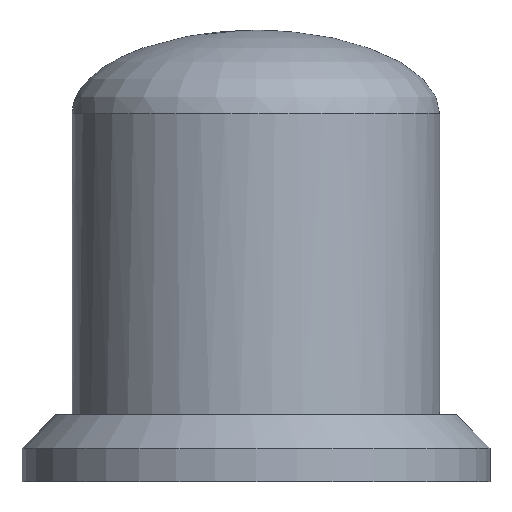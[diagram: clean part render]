
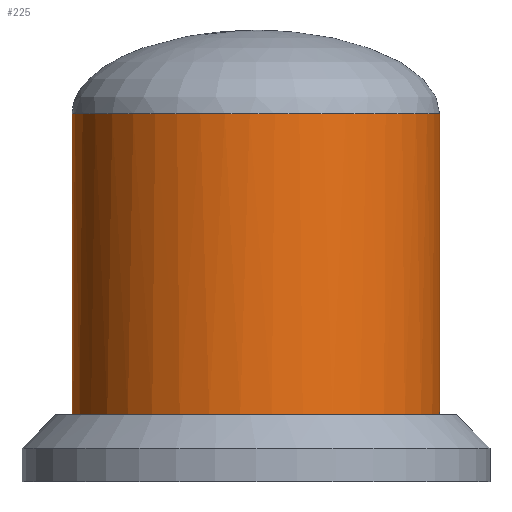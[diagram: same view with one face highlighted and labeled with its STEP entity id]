
A CAD part, front view. The second image highlights one B-rep face of the part: STEP entity #225.
In plain terms, the highlighted cylindrical face has radius 5.5 mm (diameter 11 mm), a partial arc.
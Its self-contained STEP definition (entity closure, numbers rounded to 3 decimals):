
#15=CYLINDRICAL_SURFACE('',#261,5.5);
#23=B_SPLINE_CURVE_WITH_KNOTS('',3,(#446,#447,#448,#449,#450),
 .UNSPECIFIED.,.F.,.F.,(4,1,4),(1.713,2.244,3.142),
 .UNSPECIFIED.);
#26=B_SPLINE_CURVE_WITH_KNOTS('',3,(#469,#470,#471,#472,#473,#474,#475,
#476,#477),.UNSPECIFIED.,.F.,.F.,(4,1,1,1,1,1,4),(-3.142,-2.244,
-1.346,-0.449,0.449,1.346,
1.429),.UNSPECIFIED.);
#48=FACE_OUTER_BOUND('',#64,.T.);
#64=EDGE_LOOP('',(#197,#198,#199,#200,#201));
#75=CIRCLE('',#258,5.5);
#85=LINE('',#362,#98);
#86=LINE('',#365,#99);
#98=VECTOR('',#286,10.);
#99=VECTOR('',#289,10.);
#108=VERTEX_POINT('',#337);
#112=VERTEX_POINT('',#350);
#113=VERTEX_POINT('',#360);
#114=VERTEX_POINT('',#364);
#116=VERTEX_POINT('',#445);
#134=EDGE_CURVE('',#108,#113,#85,.T.);
#135=EDGE_CURVE('',#114,#112,#86,.T.);
#139=EDGE_CURVE('',#108,#116,#23,.T.);
#142=EDGE_CURVE('',#116,#112,#26,.T.);
#147=EDGE_CURVE('',#113,#114,#75,.T.);
#197=ORIENTED_EDGE('',*,*,#139,.F.);
#198=ORIENTED_EDGE('',*,*,#134,.T.);
#199=ORIENTED_EDGE('',*,*,#147,.T.);
#200=ORIENTED_EDGE('',*,*,#135,.T.);
#201=ORIENTED_EDGE('',*,*,#142,.F.);
#225=ADVANCED_FACE('',(#48),#15,.T.);
#258=AXIS2_PLACEMENT_3D('',#489,#309,#310);
#261=AXIS2_PLACEMENT_3D('',#493,#315,#316);
#286=DIRECTION('',(0.,0.,-1.));
#289=DIRECTION('',(0.,0.,1.));
#309=DIRECTION('center_axis',(0.,0.,1.));
#310=DIRECTION('ref_axis',(1.,0.,0.));
#315=DIRECTION('center_axis',(0.,0.,1.));
#316=DIRECTION('ref_axis',(0.,-1.,0.));
#337=CARTESIAN_POINT('',(-0.778,5.445,11.));
#350=CARTESIAN_POINT('',(0.778,5.445,11.));
#360=CARTESIAN_POINT('',(-0.778,5.445,2.));
#362=CARTESIAN_POINT('',(-0.778,5.445,0.));
#364=CARTESIAN_POINT('',(0.778,5.445,2.));
#365=CARTESIAN_POINT('',(0.778,5.445,0.));
#445=CARTESIAN_POINT('',(-5.5,0.,11.));
#446=CARTESIAN_POINT('Ctrl Pts',(-0.775,5.441,11.));
#447=CARTESIAN_POINT('Ctrl Pts',(-1.741,5.299,11.));
#448=CARTESIAN_POINT('Ctrl Pts',(-4.247,4.249,11.));
#449=CARTESIAN_POINT('Ctrl Pts',(-5.5,1.646,11.));
#450=CARTESIAN_POINT('Ctrl Pts',(-5.5,0.,
11.));
#469=CARTESIAN_POINT('Ctrl Pts',(-5.5,0.,
11.));
#470=CARTESIAN_POINT('Ctrl Pts',(-5.5,-1.646,11.));
#471=CARTESIAN_POINT('Ctrl Pts',(-3.928,-4.922,11.));
#472=CARTESIAN_POINT('Ctrl Pts',(1.4,-6.136,11.));
#473=CARTESIAN_POINT('Ctrl Pts',(5.676,-2.732,11.));
#474=CARTESIAN_POINT('Ctrl Pts',(5.669,2.729,11.));
#475=CARTESIAN_POINT('Ctrl Pts',(2.694,5.111,11.));
#476=CARTESIAN_POINT('Ctrl Pts',(0.93,5.431,11.));
#477=CARTESIAN_POINT('Ctrl Pts',(0.78,5.452,11.));
#489=CARTESIAN_POINT('Origin',(0.,0.,2.));
#493=CARTESIAN_POINT('Origin',(0.,0.,0.));
